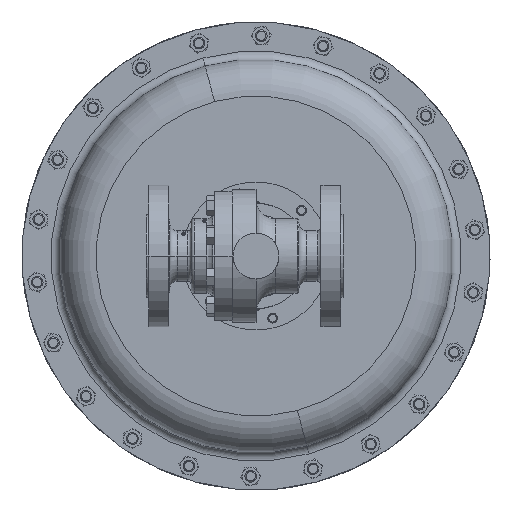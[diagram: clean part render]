
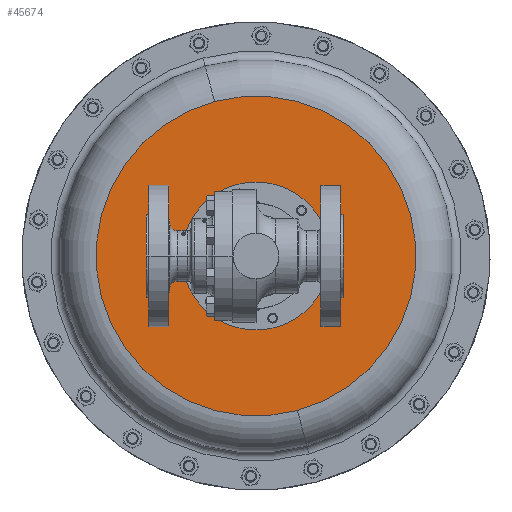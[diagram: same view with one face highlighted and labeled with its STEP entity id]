
A CAD part, front view. The second image highlights one B-rep face of the part: STEP entity #45674.
In plain terms, the highlighted planar face has unit normal (0, -1, 0).
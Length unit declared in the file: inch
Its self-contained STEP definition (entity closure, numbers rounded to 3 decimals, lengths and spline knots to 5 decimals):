
#1014 = AXIS2_PLACEMENT_3D ( 'NONE', #56215, #34293, #7959 ) ;
#1659 = CARTESIAN_POINT ( 'NONE',  ( 0., 8.2025, 0. ) ) ;
#1843 = CARTESIAN_POINT ( 'NONE',  ( -1.32645, 8.2025, 4.95037 ) ) ;
#3461 = ORIENTED_EDGE ( 'NONE', *, *, #13207, .T. ) ;
#5850 = CIRCLE ( 'NONE', #42988, 2.375 ) ;
#6131 = DIRECTION ( 'NONE',  ( -0.707, 0., 0.707 ) ) ;
#6650 = VERTEX_POINT ( 'NONE', #35341 ) ;
#7959 = DIRECTION ( 'NONE',  ( -0.259, 0., 0.966 ) ) ;
#9586 = CARTESIAN_POINT ( 'NONE',  ( 1.67938, 8.2025, -1.67938 ) ) ;
#11908 = CIRCLE ( 'NONE', #39387, 5.125 ) ;
#13134 = FACE_BOUND ( 'NONE', #46090, .T. ) ;
#13207 = EDGE_CURVE ( 'NONE', #15605, #22212, #5850, .T. ) ;
#13735 = CIRCLE ( 'NONE', #35890, 5.125 ) ;
#15283 = EDGE_CURVE ( 'NONE', #52259, #6650, #11908, .T. ) ;
#15605 = VERTEX_POINT ( 'NONE', #9586 ) ;
#15837 = DIRECTION ( 'NONE',  ( 0., 1., 0. ) ) ;
#15906 = CARTESIAN_POINT ( 'NONE',  ( -1.67938, 8.2025, 1.67938 ) ) ;
#19083 = CARTESIAN_POINT ( 'NONE',  ( 0., 8.2025, 0. ) ) ;
#19425 = EDGE_CURVE ( 'NONE', #6650, #52259, #13735, .T. ) ;
#20661 = CIRCLE ( 'NONE', #55188, 2.375 ) ;
#20871 = ORIENTED_EDGE ( 'NONE', *, *, #45842, .T. ) ;
#21104 = DIRECTION ( 'NONE',  ( 0., 1., 0. ) ) ;
#22212 = VERTEX_POINT ( 'NONE', #15906 ) ;
#23503 = DIRECTION ( 'NONE',  ( -0.707, 0., 0.707 ) ) ;
#29853 = PLANE ( 'NONE',  #1014 ) ;
#32450 = DIRECTION ( 'NONE',  ( 0., 1., 0. ) ) ;
#34293 = DIRECTION ( 'NONE',  ( 0., -1., 0. ) ) ;
#35341 = CARTESIAN_POINT ( 'NONE',  ( 1.32645, 8.2025, -4.95037 ) ) ;
#35890 = AXIS2_PLACEMENT_3D ( 'NONE', #42196, #15837, #46609 ) ;
#36407 = ORIENTED_EDGE ( 'NONE', *, *, #19425, .F. ) ;
#36534 = FACE_OUTER_BOUND ( 'NONE', #37482, .T. ) ;
#37482 = EDGE_LOOP ( 'NONE', ( #36407, #43441 ) ) ;
#39387 = AXIS2_PLACEMENT_3D ( 'NONE', #47458, #21104, #51877 ) ;
#42196 = CARTESIAN_POINT ( 'NONE',  ( 0., 8.2025, 0. ) ) ;
#42988 = AXIS2_PLACEMENT_3D ( 'NONE', #19083, #49880, #23503 ) ;
#43441 = ORIENTED_EDGE ( 'NONE', *, *, #15283, .F. ) ;
#45674 = ADVANCED_FACE ( 'NONE', ( #36534, #13134 ), #29853, .T. ) ;
#45842 = EDGE_CURVE ( 'NONE', #22212, #15605, #20661, .T. ) ;
#46090 = EDGE_LOOP ( 'NONE', ( #3461, #20871 ) ) ;
#46609 = DIRECTION ( 'NONE',  ( 0.259, 0., -0.966 ) ) ;
#47458 = CARTESIAN_POINT ( 'NONE',  ( 0., 8.2025, 0. ) ) ;
#49880 = DIRECTION ( 'NONE',  ( 0., 1., 0. ) ) ;
#51877 = DIRECTION ( 'NONE',  ( 0.259, 0., -0.966 ) ) ;
#52259 = VERTEX_POINT ( 'NONE', #1843 ) ;
#55188 = AXIS2_PLACEMENT_3D ( 'NONE', #1659, #32450, #6131 ) ;
#56215 = CARTESIAN_POINT ( 'NONE',  ( -4.95037, 8.2025, -1.32645 ) ) ;
